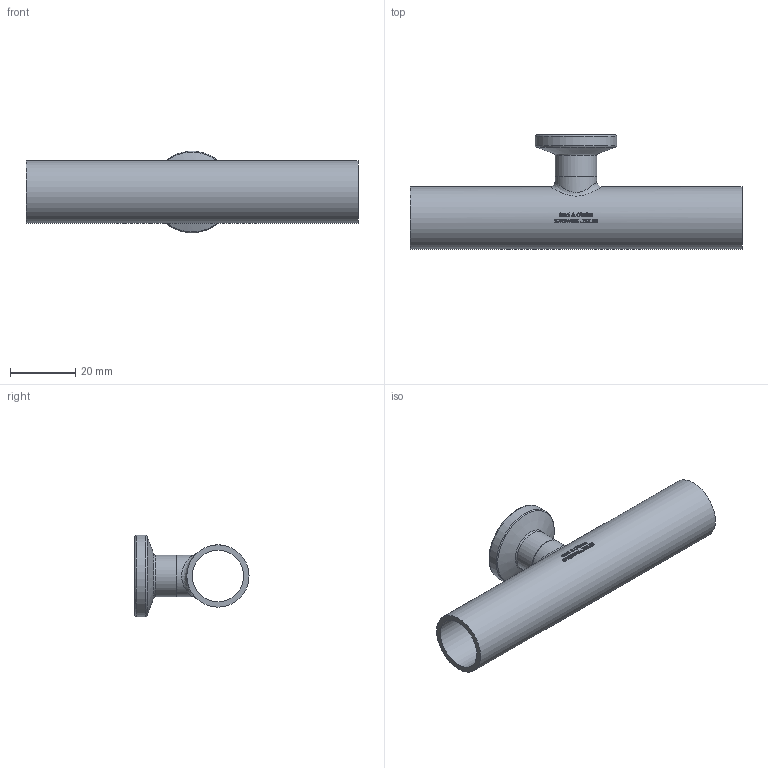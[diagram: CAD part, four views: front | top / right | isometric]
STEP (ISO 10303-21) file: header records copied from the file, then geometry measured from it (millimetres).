
FILE_DESCRIPTION(/* description */ (''),/* implementation_level */ '2;1');
FILE_NAME(/* name */ 'S7RSWWK-.75X.50.stp',/* time_stamp */ '2018-11-29T15:33:23-05:00',/* author */ ('ken'),/* organization */ (''),/* preprocessor_version */ 'ST-DEVELOPER v15.2',/* originating_system */ 'Autodesk Inventor 2014',/* authorisation */ '');
FILE_SCHEMA (('AUTOMOTIVE_DESIGN { 1 0 10303 214 3 1 1 }'));
Length unit declared in the file: inch
Products named in the file (1): S7RSWWK-.75X.50
Bounding box: 101.6 x 34.92 x 24.94 mm (x, y, z)
Volume: 11324.5 mm3; surface area: 13294.8 mm2
Topology: 1 solids, 1 shells, 447 faces, 1201 edges, 798 vertices
Faces by surface type: bspline 197, plane 195, cylinder 47, torus 6, cone 2
Full cylindrical faces by diameter (mm): 9.398 x2, 12.7 x2, 15.748 x1, 19.05 x1, 21.895 x1, 24.994 x1
Entity records: 17740 total; most frequent: CARTESIAN_POINT 7660, ORIENTED_EDGE 2360, DIRECTION 1517, EDGE_CURVE 1180, VERTEX_POINT 794, LINE 555, VECTOR 555, EDGE_LOOP 510
